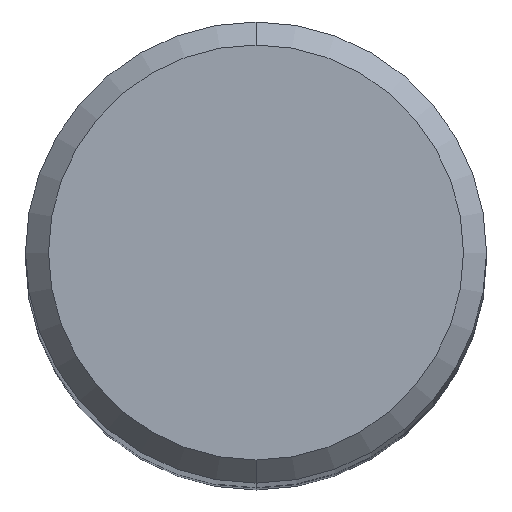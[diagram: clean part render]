
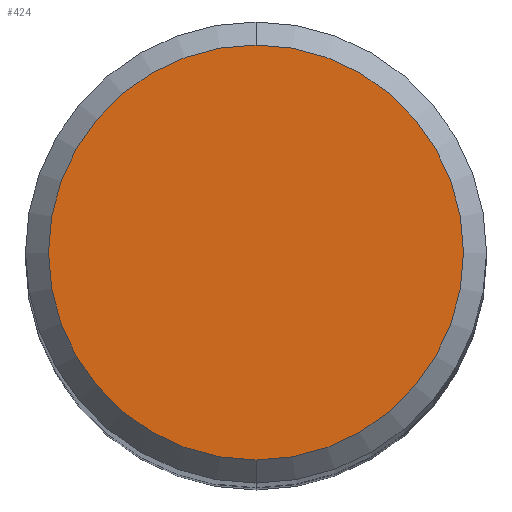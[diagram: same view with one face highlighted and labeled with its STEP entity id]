
A CAD part, top view. The second image highlights one B-rep face of the part: STEP entity #424.
In plain terms, the highlighted planar face has unit normal (0, 0, 1).
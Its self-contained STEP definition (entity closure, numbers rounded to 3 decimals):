
#262=EDGE_CURVE('',#276,#378,#563,.T.);
#276=VERTEX_POINT('',#577);
#320=EDGE_CURVE('',#378,#276,#624,.T.);
#378=VERTEX_POINT('',#691);
#424=ADVANCED_FACE('',(#743),#744,.T.);
#563=CIRCLE('',#940,3.6);
#577=CARTESIAN_POINT('',(0.,-3.6,0.0));
#624=CIRCLE('',#1103,3.6);
#691=CARTESIAN_POINT('',(0.0,3.6,0.0));
#743=FACE_OUTER_BOUND('',#1358,.T.);
#744=PLANE('',#1359);
#940=AXIS2_PLACEMENT_3D('',#1503,#1504,#1505);
#1103=AXIS2_PLACEMENT_3D('',#1560,#1561,#1562);
#1358=EDGE_LOOP('',(#1711,#1712));
#1359=AXIS2_PLACEMENT_3D('',#1713,#1714,#1715);
#1503=CARTESIAN_POINT('',(0.0,0.0,0.0));
#1504=DIRECTION('',(0.0,0.0,-1.0));
#1505=DIRECTION('',(0.0,1.0,0.0));
#1560=CARTESIAN_POINT('',(0.0,0.0,0.0));
#1561=DIRECTION('',(0.0,0.0,-1.0));
#1562=DIRECTION('',(0.0,1.0,0.0));
#1711=ORIENTED_EDGE('',*,*,#320,.F.);
#1712=ORIENTED_EDGE('',*,*,#262,.F.);
#1713=CARTESIAN_POINT('',(0.0,1.8,0.0));
#1714=DIRECTION('',(-0.0,0.0,1.0));
#1715=DIRECTION('',(0.0,-1.0,0.0));
